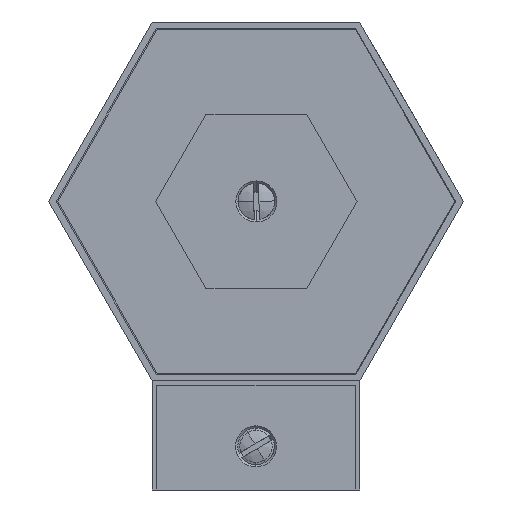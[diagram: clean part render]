
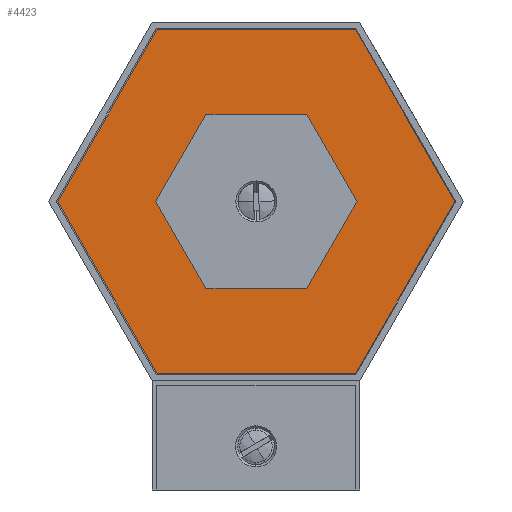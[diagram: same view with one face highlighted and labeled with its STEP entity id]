
A CAD part, front view. The second image highlights one B-rep face of the part: STEP entity #4423.
In plain terms, the highlighted planar face has unit normal (0, -1, 0).
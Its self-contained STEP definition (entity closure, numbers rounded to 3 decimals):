
#94 = VERTEX_POINT ( 'NONE', #5273 ) ;
#171 = CARTESIAN_POINT ( 'NONE',  ( 0.072, -190., 64.136 ) ) ;
#183 = AXIS2_PLACEMENT_3D ( 'NONE', #4073, #1717, #4651 ) ;
#216 = FACE_OUTER_BOUND ( 'NONE', #7597, .T. ) ;
#286 = VERTEX_POINT ( 'NONE', #3285 ) ;
#327 = CARTESIAN_POINT ( 'NONE',  ( 10.072, -190., 66.136 ) ) ;
#328 = CARTESIAN_POINT ( 'NONE',  ( -22.678, -190., 105.54 ) ) ;
#379 = CIRCLE ( 'NONE', #1375, 2. ) ;
#406 = LINE ( 'NONE', #328, #5621 ) ;
#455 = CARTESIAN_POINT ( 'NONE',  ( 45.572, -190., 66.136 ) ) ;
#691 = AXIS2_PLACEMENT_3D ( 'NONE', #1179, #6689, #1878 ) ;
#798 = EDGE_LOOP ( 'NONE', ( #5200, #3106 ) ) ;
#849 = CARTESIAN_POINT ( 'NONE',  ( 22.822, -190., 105.54 ) ) ;
#894 = CARTESIAN_POINT ( 'NONE',  ( -45.428, -190., 66.136 ) ) ;
#900 = VECTOR ( 'NONE', #7491, 1000. ) ;
#957 = CARTESIAN_POINT ( 'NONE',  ( 0.072, -190., 68.136 ) ) ;
#1179 = CARTESIAN_POINT ( 'NONE',  ( 10.072, -190., 66.136 ) ) ;
#1270 = FACE_BOUND ( 'NONE', #798, .T. ) ;
#1281 = CARTESIAN_POINT ( 'NONE',  ( 10.072, -190., 62.636 ) ) ;
#1342 = DIRECTION ( 'NONE',  ( 0., -1., 0. ) ) ;
#1375 = AXIS2_PLACEMENT_3D ( 'NONE', #4828, #5405, #3507 ) ;
#1386 = EDGE_CURVE ( 'NONE', #286, #7053, #1470, .T. ) ;
#1470 = LINE ( 'NONE', #455, #6141 ) ;
#1586 = EDGE_CURVE ( 'NONE', #2729, #286, #5605, .T. ) ;
#1600 = CARTESIAN_POINT ( 'NONE',  ( 22.822, -190., 105.54 ) ) ;
#1717 = DIRECTION ( 'NONE',  ( 0., -1., 0. ) ) ;
#1737 = CARTESIAN_POINT ( 'NONE',  ( 0.072, -190., 66.136 ) ) ;
#1878 = DIRECTION ( 'NONE',  ( 0., 0., -1. ) ) ;
#1908 = AXIS2_PLACEMENT_3D ( 'NONE', #6710, #1342, #3824 ) ;
#1949 = VECTOR ( 'NONE', #4863, 1000. ) ;
#2026 = EDGE_CURVE ( 'NONE', #7409, #6320, #7386, .T. ) ;
#2088 = CARTESIAN_POINT ( 'NONE',  ( -9.928, -190., 69.636 ) ) ;
#2151 = VECTOR ( 'NONE', #6587, 1000. ) ;
#2228 = LINE ( 'NONE', #1600, #6447 ) ;
#2250 = EDGE_CURVE ( 'NONE', #2366, #3660, #406, .T. ) ;
#2355 = EDGE_LOOP ( 'NONE', ( #5584, #5540 ) ) ;
#2366 = VERTEX_POINT ( 'NONE', #6388 ) ;
#2371 = EDGE_CURVE ( 'NONE', #5987, #4556, #379, .T. ) ;
#2451 = EDGE_CURVE ( 'NONE', #4556, #5987, #6508, .T. ) ;
#2682 = ORIENTED_EDGE ( 'NONE', *, *, #1586, .T. ) ;
#2729 = VERTEX_POINT ( 'NONE', #4765 ) ;
#2798 = VERTEX_POINT ( 'NONE', #5975 ) ;
#2854 = ORIENTED_EDGE ( 'NONE', *, *, #2250, .T. ) ;
#3106 = ORIENTED_EDGE ( 'NONE', *, *, #7662, .F. ) ;
#3228 = ORIENTED_EDGE ( 'NONE', *, *, #2371, .F. ) ;
#3260 = EDGE_CURVE ( 'NONE', #3660, #2798, #4786, .T. ) ;
#3285 = CARTESIAN_POINT ( 'NONE',  ( 45.572, -190., 66.136 ) ) ;
#3351 = DIRECTION ( 'NONE',  ( -0.5, 0., -0.866 ) ) ;
#3393 = DIRECTION ( 'NONE',  ( -0.5, 0., 0.866 ) ) ;
#3507 = DIRECTION ( 'NONE',  ( 0., 0., -1. ) ) ;
#3660 = VERTEX_POINT ( 'NONE', #894 ) ;
#3824 = DIRECTION ( 'NONE',  ( 0., 0., -1. ) ) ;
#4000 = VERTEX_POINT ( 'NONE', #1281 ) ;
#4032 = DIRECTION ( 'NONE',  ( -1., 0., 0. ) ) ;
#4073 = CARTESIAN_POINT ( 'NONE',  ( -9.928, -190., 66.136 ) ) ;
#4128 = DIRECTION ( 'NONE',  ( 0., 0., -1. ) ) ;
#4129 = DIRECTION ( 'NONE',  ( 0., 0., -1. ) ) ;
#4222 = DIRECTION ( 'NONE',  ( 0., 0., -1. ) ) ;
#4334 = PLANE ( 'NONE',  #1908 ) ;
#4400 = CARTESIAN_POINT ( 'NONE',  ( 22.822, -190., 26.732 ) ) ;
#4423 = ADVANCED_FACE ( 'NONE', ( #7254, #4907, #1270, #216 ), #4334, .T. ) ;
#4527 = ORIENTED_EDGE ( 'NONE', *, *, #2451, .F. ) ;
#4556 = VERTEX_POINT ( 'NONE', #957 ) ;
#4651 = DIRECTION ( 'NONE',  ( 0., 0., -1. ) ) ;
#4695 = EDGE_CURVE ( 'NONE', #4000, #94, #7542, .T. ) ;
#4765 = CARTESIAN_POINT ( 'NONE',  ( 22.822, -190., 26.732 ) ) ;
#4779 = CARTESIAN_POINT ( 'NONE',  ( -9.928, -190., 62.636 ) ) ;
#4786 = LINE ( 'NONE', #7175, #2151 ) ;
#4812 = CIRCLE ( 'NONE', #183, 3.5 ) ;
#4828 = CARTESIAN_POINT ( 'NONE',  ( 0.072, -190., 66.136 ) ) ;
#4863 = DIRECTION ( 'NONE',  ( 1., 0., 0. ) ) ;
#4907 = FACE_BOUND ( 'NONE', #2355, .T. ) ;
#4971 = EDGE_CURVE ( 'NONE', #6320, #7409, #4812, .T. ) ;
#5064 = ORIENTED_EDGE ( 'NONE', *, *, #3260, .T. ) ;
#5102 = DIRECTION ( 'NONE',  ( 0., -1., 0. ) ) ;
#5130 = EDGE_LOOP ( 'NONE', ( #3228, #4527 ) ) ;
#5133 = AXIS2_PLACEMENT_3D ( 'NONE', #1737, #5966, #4129 ) ;
#5200 = ORIENTED_EDGE ( 'NONE', *, *, #4695, .F. ) ;
#5273 = CARTESIAN_POINT ( 'NONE',  ( 10.072, -190., 69.636 ) ) ;
#5405 = DIRECTION ( 'NONE',  ( 0., -1., 0. ) ) ;
#5445 = LINE ( 'NONE', #7289, #1949 ) ;
#5540 = ORIENTED_EDGE ( 'NONE', *, *, #2026, .F. ) ;
#5584 = ORIENTED_EDGE ( 'NONE', *, *, #4971, .F. ) ;
#5605 = LINE ( 'NONE', #4400, #900 ) ;
#5621 = VECTOR ( 'NONE', #3351, 1000. ) ;
#5966 = DIRECTION ( 'NONE',  ( 0., -1., 0. ) ) ;
#5975 = CARTESIAN_POINT ( 'NONE',  ( -22.678, -190., 26.732 ) ) ;
#5987 = VERTEX_POINT ( 'NONE', #171 ) ;
#6004 = DIRECTION ( 'NONE',  ( 0., -1., 0. ) ) ;
#6074 = EDGE_CURVE ( 'NONE', #2798, #2729, #5445, .T. ) ;
#6141 = VECTOR ( 'NONE', #3393, 1000. ) ;
#6320 = VERTEX_POINT ( 'NONE', #4779 ) ;
#6388 = CARTESIAN_POINT ( 'NONE',  ( -22.678, -190., 105.54 ) ) ;
#6419 = EDGE_CURVE ( 'NONE', #7053, #2366, #2228, .T. ) ;
#6447 = VECTOR ( 'NONE', #4032, 1000. ) ;
#6481 = ORIENTED_EDGE ( 'NONE', *, *, #6074, .T. ) ;
#6502 = AXIS2_PLACEMENT_3D ( 'NONE', #7110, #6004, #4222 ) ;
#6508 = CIRCLE ( 'NONE', #5133, 2. ) ;
#6587 = DIRECTION ( 'NONE',  ( 0.5, 0., -0.866 ) ) ;
#6674 = ORIENTED_EDGE ( 'NONE', *, *, #6419, .T. ) ;
#6682 = CIRCLE ( 'NONE', #691, 3.5 ) ;
#6689 = DIRECTION ( 'NONE',  ( 0., -1., 0. ) ) ;
#6710 = CARTESIAN_POINT ( 'NONE',  ( 0.072, -190., 66.136 ) ) ;
#6912 = AXIS2_PLACEMENT_3D ( 'NONE', #327, #5102, #4128 ) ;
#7001 = ORIENTED_EDGE ( 'NONE', *, *, #1386, .T. ) ;
#7053 = VERTEX_POINT ( 'NONE', #849 ) ;
#7110 = CARTESIAN_POINT ( 'NONE',  ( -9.928, -190., 66.136 ) ) ;
#7175 = CARTESIAN_POINT ( 'NONE',  ( -45.428, -190., 66.136 ) ) ;
#7254 = FACE_BOUND ( 'NONE', #5130, .T. ) ;
#7289 = CARTESIAN_POINT ( 'NONE',  ( -22.678, -190., 26.732 ) ) ;
#7386 = CIRCLE ( 'NONE', #6502, 3.5 ) ;
#7409 = VERTEX_POINT ( 'NONE', #2088 ) ;
#7491 = DIRECTION ( 'NONE',  ( 0.5, 0., 0.866 ) ) ;
#7542 = CIRCLE ( 'NONE', #6912, 3.5 ) ;
#7597 = EDGE_LOOP ( 'NONE', ( #5064, #6481, #2682, #7001, #6674, #2854 ) ) ;
#7662 = EDGE_CURVE ( 'NONE', #94, #4000, #6682, .T. ) ;
